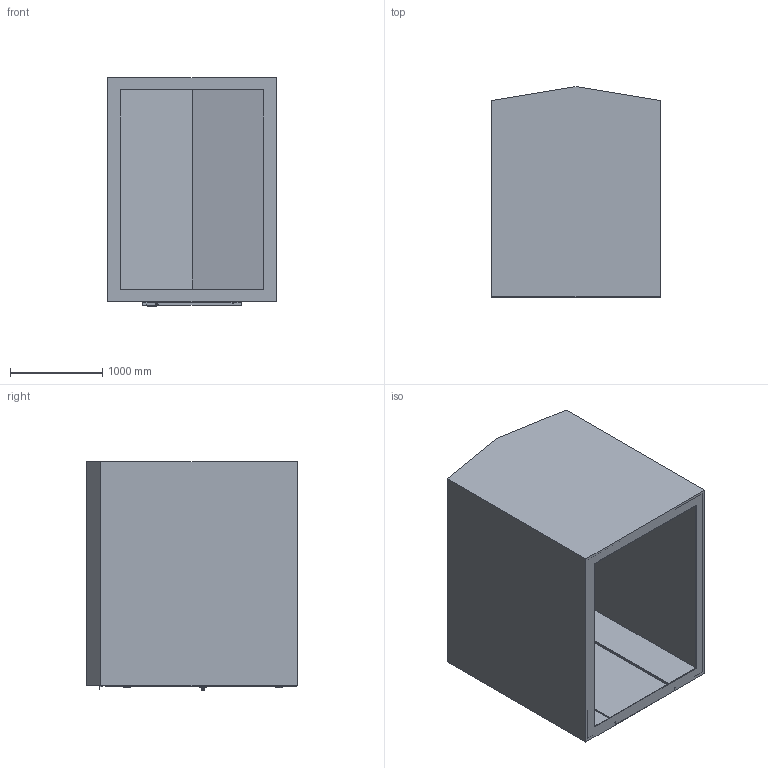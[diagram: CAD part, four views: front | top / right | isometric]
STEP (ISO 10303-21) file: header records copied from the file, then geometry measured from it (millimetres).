
FILE_DESCRIPTION (( 'STEP AP214' ), '1' );
FILE_NAME ('6X8 BUILDING.STEP', '2020-10-01T21:00:32', ( '' ), ( '' ), 'SwSTEP 2.0', 'SolidWorks 2020', '' );
FILE_SCHEMA (( 'AUTOMOTIVE_DESIGN' ));
Length unit declared in the file: inch
Products named in the file (13): 6X8 BUILDING; door trim 1; 1416A130_WASHDOWN KEYED ALIKE CAM LOCK_1416A13; 4x6 building; 4x6 door; door trim 3; door trim 2; HINGE RIGHT_1151A88; HINGE ASSEM; HINGE LEFT_1151A88; top door rain trim
Assembly tree (16 placements, depth 3):
  6X8 BUILDING
    4x6 building
    4x6 door
    door trim 1
    door trim 2
    door trim 3
    HINGE ASSEM
      HINGE RIGHT_1151A88
      HINGE LEFT_1151A88
    HINGE ASSEM
      HINGE RIGHT_1151A88
      HINGE LEFT_1151A88
    HINGE ASSEM
      HINGE RIGHT_1151A88
      HINGE LEFT_1151A88
    top door rain trim
    1416A130_WASHDOWN KEYED ALIKE CAM LOCK_1416A13
Bounding box: 1828.8 x 2286 x 2486.34 mm (x, y, z)
Volume: 722861022.7 mm3; surface area: 48318057.1 mm2
Topology: 17 solids, 17 shells, 584 faces, 1574 edges, 1026 vertices
Faces by surface type: cylinder 243, plane 184, bspline 146, cone 8, torus 3
Entity records: 77909 total; most frequent: CARTESIAN_POINT 66260, ORIENTED_EDGE 2760, DIRECTION 1752, EDGE_CURVE 1380, VERTEX_POINT 902, LINE 632, VECTOR 632, AXIS2_PLACEMENT_3D 560
